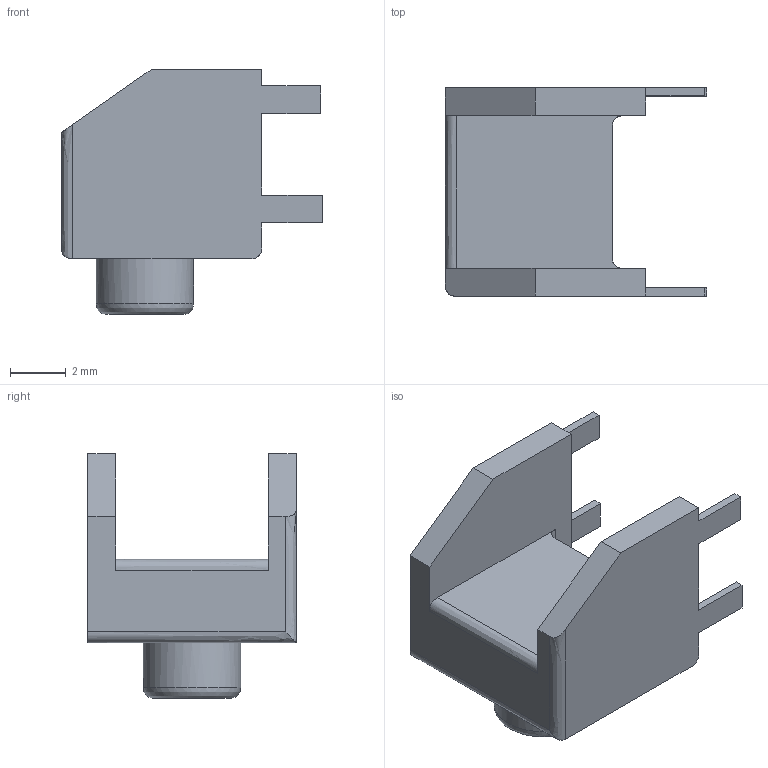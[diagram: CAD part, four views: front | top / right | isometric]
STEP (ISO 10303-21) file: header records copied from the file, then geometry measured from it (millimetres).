
FILE_DESCRIPTION(/* description */ (''),/* implementation_level */ '2;1');
FILE_NAME(/* name */ 'Trigger Switch_step.stp',/* time_stamp */ '2024-08-13T18:56:17+02:00',/* author */ (''),/* organization */ (''),/* preprocessor_version */ 'ST-DEVELOPER v18.102',/* originating_system */ 'SIEMENS PLM Software NX2206.4040',/* authorisation */ '');
FILE_SCHEMA (('AUTOMOTIVE_DESIGN { 1 0 10303 214 3 1 1 1 }'));
Length unit declared in the file: millimetre
Products named in the file (1): Trigger Switch_step
Bounding box: 9.39 x 7.5 x 8.8 mm (x, y, z)
Volume: 210.8 mm3; surface area: 336.1 mm2
Topology: 1 solids, 1 shells, 40 faces, 109 edges, 72 vertices
Faces by surface type: plane 31, bspline 8, cylinder 1
Full cylindrical faces by diameter (mm): 3.5 x1
Entity records: 1878 total; most frequent: CARTESIAN_POINT 722, ORIENTED_EDGE 214, DIRECTION 145, EDGE_CURVE 107, LINE 77, VECTOR 77, VERTEX_POINT 72, EDGE_LOOP 43
